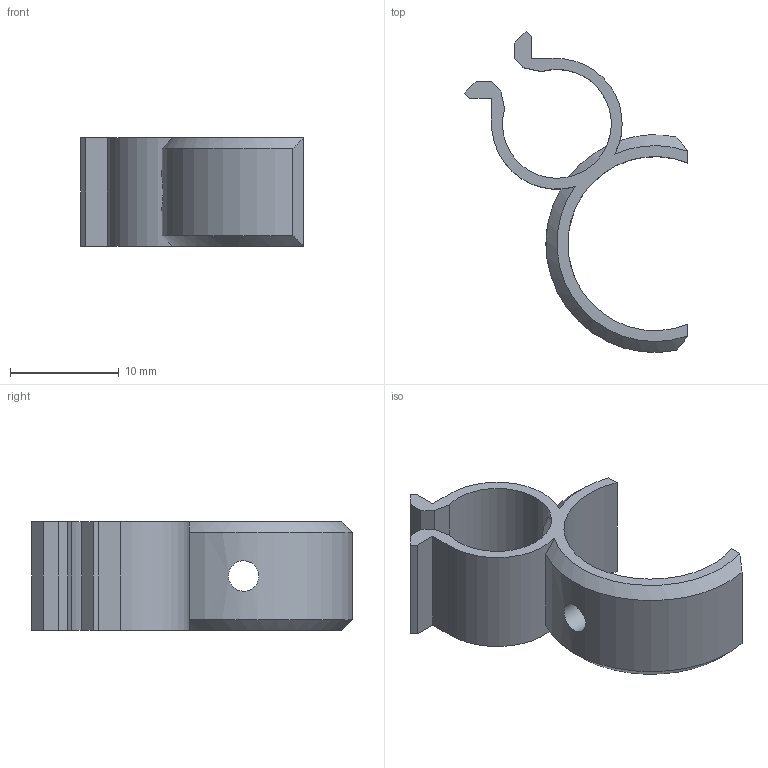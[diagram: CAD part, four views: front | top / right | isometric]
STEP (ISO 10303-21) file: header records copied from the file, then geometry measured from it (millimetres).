
FILE_DESCRIPTION(('FreeCAD Model'),'2;1');
FILE_NAME('Open CASCADE Shape Model','2023-05-07T21:22:51',('Author'),( ''),'Open CASCADE STEP processor 7.5','FreeCAD','Unknown');
FILE_SCHEMA(('AUTOMOTIVE_DESIGN { 1 0 10303 214 1 1 1 1 }'));
Length unit declared in the file: millimetre
Products named in the file (1): pipe.clamp.8mm
Bounding box: 20.49 x 29.48 x 10 mm (x, y, z)
Volume: 965 mm3; surface area: 1508 mm2
Topology: 1 solids, 1 shells, 36 faces, 103 edges, 70 vertices
Faces by surface type: plane 21, cylinder 8, cone 6, bspline 1
Full cylindrical faces by diameter (mm): 2.8 x1
Entity records: 3278 total; most frequent: CARTESIAN_POINT 1303, DIRECTION 339, ORIENTED_EDGE 206, PCURVE 206, DEFINITIONAL_REPRESENTATION 206, LINE 199, VECTOR 199, EDGE_CURVE 103
